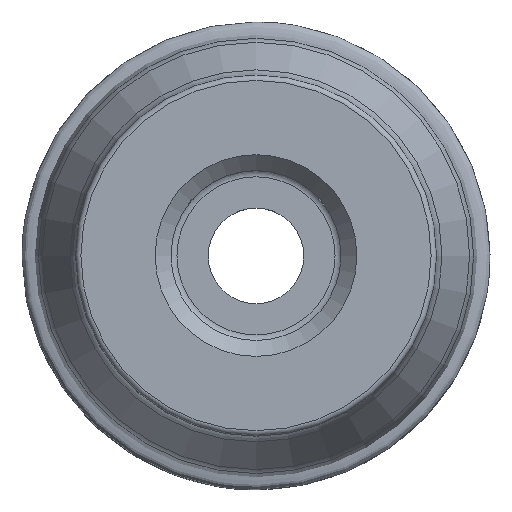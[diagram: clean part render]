
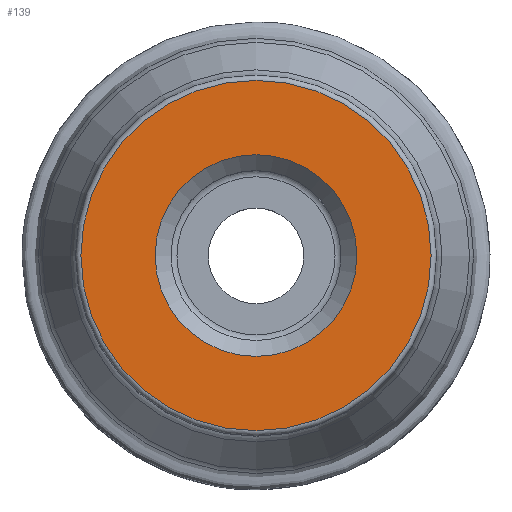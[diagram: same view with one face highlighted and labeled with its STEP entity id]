
A CAD part, top view. The second image highlights one B-rep face of the part: STEP entity #139.
In plain terms, the highlighted planar face has unit normal (0, 0, 1).
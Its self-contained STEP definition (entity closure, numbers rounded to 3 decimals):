
#118=PLANE('',#569);
#139=ADVANCED_FACE('CU_BACK_F001',(#198,#199),#118,.F.);
#198=FACE_BOUND('',#261,.T.);
#199=FACE_BOUND('',#262,.T.);
#261=EDGE_LOOP('',(#323));
#262=EDGE_LOOP('',(#324));
#323=ORIENTED_EDGE('',*,*,#401,.T.);
#324=ORIENTED_EDGE('',*,*,#402,.F.);
#369=VERTEX_POINT('',#814);
#370=VERTEX_POINT('',#816);
#401=EDGE_CURVE('',#369,#369,#432,.T.);
#402=EDGE_CURVE('',#370,#370,#433,.T.);
#432=CIRCLE('',#567,16.5);
#433=CIRCLE('',#568,9.505);
#567=AXIS2_PLACEMENT_3D('',#813,#685,#686);
#568=AXIS2_PLACEMENT_3D('',#815,#687,#688);
#569=AXIS2_PLACEMENT_3D('',#817,#689,#690);
#685=DIRECTION('',(0.,0.,1.));
#686=DIRECTION('',(-1.,0.,0.));
#687=DIRECTION('',(0.,0.,1.));
#688=DIRECTION('',(1.,0.,0.));
#689=DIRECTION('',(0.,0.,-1.));
#690=DIRECTION('',(-1.,0.,0.));
#813=CARTESIAN_POINT('',(0.,0.,0.));
#814=CARTESIAN_POINT('',(-16.5,0.,0.));
#815=CARTESIAN_POINT('',(0.,0.,0.));
#816=CARTESIAN_POINT('',(9.505,0.,0.));
#817=CARTESIAN_POINT('',(-17.,0.,0.));
